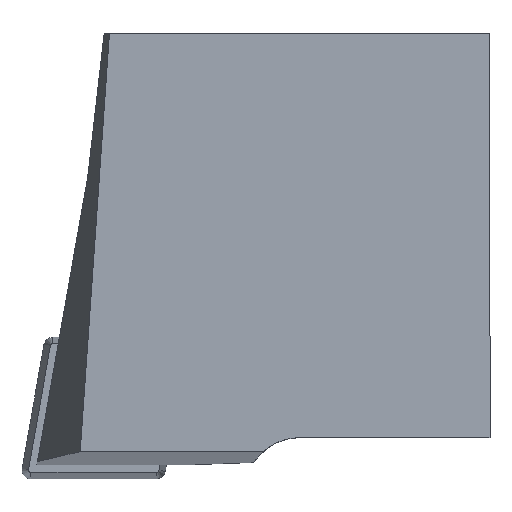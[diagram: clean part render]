
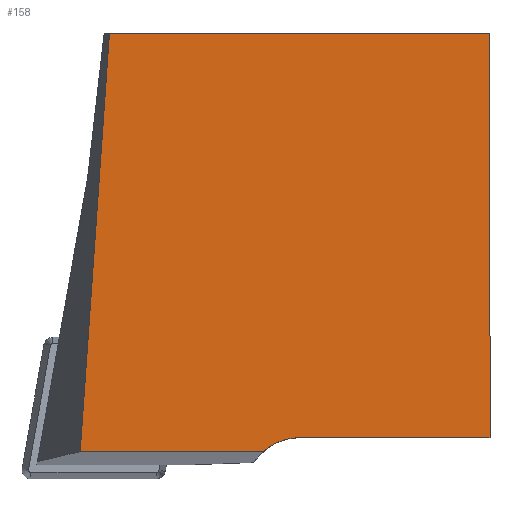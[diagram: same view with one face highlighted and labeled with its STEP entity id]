
A CAD part, front view. The second image highlights one B-rep face of the part: STEP entity #158.
In plain terms, the highlighted face is planar.
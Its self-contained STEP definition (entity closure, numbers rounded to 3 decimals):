
#126=FACE_OUTER_BOUND('',#362,.T.);
#158=ADVANCED_FACE('',(#126),#187,.F.);
#187=PLANE('',#812);
#234=LINE('',#1219,#292);
#235=LINE('',#1221,#293);
#238=LINE('',#1229,#296);
#245=LINE('',#1246,#303);
#246=LINE('',#1248,#304);
#292=VECTOR('',#950,1.);
#293=VECTOR('',#953,1.);
#296=VECTOR('',#960,1.);
#303=VECTOR('',#973,1.);
#304=VECTOR('',#974,1.);
#362=EDGE_LOOP('',(#485,#486,#487,#488,#489,#490));
#485=ORIENTED_EDGE('',*,*,#662,.T.);
#486=ORIENTED_EDGE('',*,*,#670,.T.);
#487=ORIENTED_EDGE('',*,*,#671,.F.);
#488=ORIENTED_EDGE('',*,*,#658,.F.);
#489=ORIENTED_EDGE('',*,*,#657,.T.);
#490=ORIENTED_EDGE('',*,*,#672,.T.);
#585=VERTEX_POINT('',#1214);
#587=VERTEX_POINT('',#1218);
#588=VERTEX_POINT('',#1222);
#591=VERTEX_POINT('',#1230);
#592=VERTEX_POINT('',#1231);
#598=VERTEX_POINT('',#1247);
#657=EDGE_CURVE('',#585,#587,#234,.T.);
#658=EDGE_CURVE('',#585,#588,#235,.T.);
#662=EDGE_CURVE('',#591,#592,#238,.T.);
#670=EDGE_CURVE('',#592,#598,#245,.T.);
#671=EDGE_CURVE('',#588,#598,#246,.T.);
#672=EDGE_CURVE('',#587,#591,#702,.T.);
#702=CIRCLE('',#811,5.);
#811=AXIS2_PLACEMENT_3D('',#1249,#975,#976);
#812=AXIS2_PLACEMENT_3D('',#1250,#977,#978);
#950=DIRECTION('',(1.,0.,0.));
#953=DIRECTION('',(0.07,0.998,0.));
#960=DIRECTION('',(1.,0.,0.));
#973=DIRECTION('',(0.,1.,0.));
#974=DIRECTION('',(1.,0.,0.));
#975=DIRECTION('',(0.,0.,-1.));
#976=DIRECTION('',(1.,0.,0.));
#977=DIRECTION('',(0.,0.,-1.));
#978=DIRECTION('',(-1.,0.,0.));
#1214=CARTESIAN_POINT('',(-36.778,-37.552,0.));
#1218=CARTESIAN_POINT('',(-20.34,-37.552,0.));
#1219=CARTESIAN_POINT('',(-11.439,-37.552,0.));
#1221=CARTESIAN_POINT('',(-38.217,-58.127,0.));
#1222=CARTESIAN_POINT('',(-34.152,0.,0.));
#1229=CARTESIAN_POINT('',(-11.439,-36.3,0.));
#1230=CARTESIAN_POINT('',(-17.03,-36.3,0.));
#1231=CARTESIAN_POINT('',(0.,-36.3,0.));
#1246=CARTESIAN_POINT('',(0.,-1.852,0.));
#1247=CARTESIAN_POINT('',(0.,0.,0.));
#1248=CARTESIAN_POINT('',(-11.439,0.,0.));
#1249=CARTESIAN_POINT('',(-17.03,-41.3,0.));
#1250=CARTESIAN_POINT('',(-11.439,-60.,0.));
